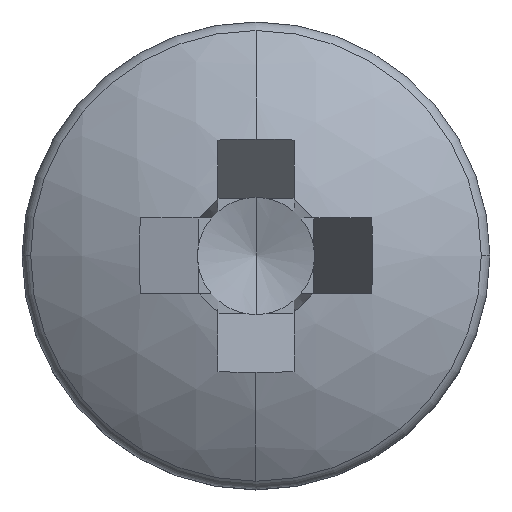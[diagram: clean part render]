
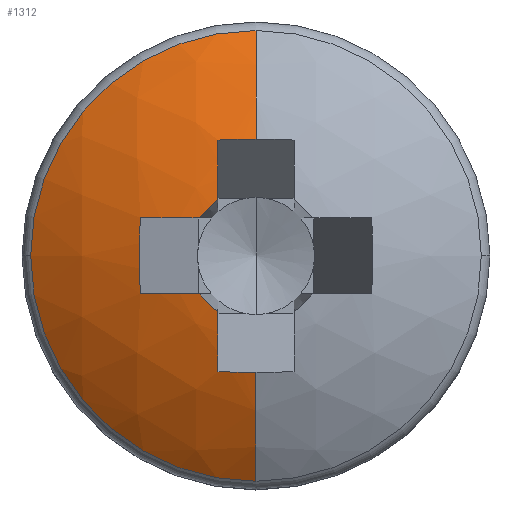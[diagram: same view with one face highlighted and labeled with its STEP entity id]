
A CAD part, top view. The second image highlights one B-rep face of the part: STEP entity #1312.
In plain terms, the highlighted spherical face has radius 6.5 mm.
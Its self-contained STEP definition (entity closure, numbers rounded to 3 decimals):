
#172 = CARTESIAN_POINT ( 'NONE',  ( -3.853, 0., -1.265 ) ) ;
#238 = CIRCLE ( 'NONE', #2153, 3.853 ) ;
#332 = VERTEX_POINT ( 'NONE', #8023 ) ;
#416 = VERTEX_POINT ( 'NONE', #7094 ) ;
#428 = DIRECTION ( 'NONE',  ( 1., 0., 0. ) ) ;
#430 = VERTEX_POINT ( 'NONE', #7667 ) ;
#755 = CARTESIAN_POINT ( 'NONE',  ( 0., 0., -6.5 ) ) ;
#779 = ORIENTED_EDGE ( 'NONE', *, *, #6985, .T. ) ;
#840 = DIRECTION ( 'NONE',  ( 0., 0., 1. ) ) ;
#920 = CARTESIAN_POINT ( 'NONE',  ( -0.65, 0., -6.5 ) ) ;
#963 = ORIENTED_EDGE ( 'NONE', *, *, #3831, .F. ) ;
#994 = VERTEX_POINT ( 'NONE', #7830 ) ;
#1006 = DIRECTION ( 'NONE',  ( 0., 0., 1. ) ) ;
#1037 = DIRECTION ( 'NONE',  ( 0., 1., 0. ) ) ;
#1312 = ADVANCED_FACE ( 'NONE', ( #7050 ), #3970, .T. ) ;
#1332 = CIRCLE ( 'NONE', #3523, 3.853 ) ;
#1333 = ORIENTED_EDGE ( 'NONE', *, *, #3652, .T. ) ;
#1487 = CIRCLE ( 'NONE', #7150, 6.467 ) ;
#1500 = CARTESIAN_POINT ( 'NONE',  ( 0., -3.853, -1.265 ) ) ;
#1621 = DIRECTION ( 'NONE',  ( 0., -1., 0. ) ) ;
#1629 = ORIENTED_EDGE ( 'NONE', *, *, #3118, .T. ) ;
#1744 = AXIS2_PLACEMENT_3D ( 'NONE', #7808, #3710, #8479 ) ;
#1790 = AXIS2_PLACEMENT_3D ( 'NONE', #8184, #4091, #8854 ) ;
#2069 = AXIS2_PLACEMENT_3D ( 'NONE', #2782, #7583, #3475 ) ;
#2153 = AXIS2_PLACEMENT_3D ( 'NONE', #5069, #840, #5744 ) ;
#2157 = ORIENTED_EDGE ( 'NONE', *, *, #4119, .T. ) ;
#2210 = VERTEX_POINT ( 'NONE', #5501 ) ;
#2367 = DIRECTION ( 'NONE',  ( -1., 0., 0. ) ) ;
#2418 = VERTEX_POINT ( 'NONE', #1500 ) ;
#2736 = AXIS2_PLACEMENT_3D ( 'NONE', #755, #7607, #4989 ) ;
#2782 = CARTESIAN_POINT ( 'NONE',  ( 0.87, 0., -6.067 ) ) ;
#3089 = VERTEX_POINT ( 'NONE', #3637 ) ;
#3118 = EDGE_CURVE ( 'NONE', #8148, #332, #6425, .T. ) ;
#3178 = EDGE_CURVE ( 'NONE', #3089, #430, #6905, .T. ) ;
#3290 = CIRCLE ( 'NONE', #3688, 1.156 ) ;
#3316 = ORIENTED_EDGE ( 'NONE', *, *, #4556, .F. ) ;
#3318 = DIRECTION ( 'NONE',  ( 0., -0.895, -0.446 ) ) ;
#3396 = AXIS2_PLACEMENT_3D ( 'NONE', #7436, #3318, #8116 ) ;
#3475 = DIRECTION ( 'NONE',  ( -0.446, 0., 0.895 ) ) ;
#3520 = VERTEX_POINT ( 'NONE', #6455 ) ;
#3523 = AXIS2_PLACEMENT_3D ( 'NONE', #8694, #4646, #428 ) ;
#3547 = EDGE_CURVE ( 'NONE', #4507, #3089, #4232, .T. ) ;
#3613 = EDGE_CURVE ( 'NONE', #2418, #994, #4336, .T. ) ;
#3616 = ORIENTED_EDGE ( 'NONE', *, *, #3178, .T. ) ;
#3637 = CARTESIAN_POINT ( 'NONE',  ( -0.65, 1.979, -0.343 ) ) ;
#3652 = EDGE_CURVE ( 'NONE', #2210, #5077, #4453, .T. ) ;
#3688 = AXIS2_PLACEMENT_3D ( 'NONE', #5234, #1006, #5904 ) ;
#3710 = DIRECTION ( 'NONE',  ( 1., 0., 0. ) ) ;
#3737 = DIRECTION ( 'NONE',  ( 0., 0.446, 0.895 ) ) ;
#3783 = CARTESIAN_POINT ( 'NONE',  ( 0., -0.65, -6.5 ) ) ;
#3831 = EDGE_CURVE ( 'NONE', #2210, #332, #3290, .T. ) ;
#3841 = CARTESIAN_POINT ( 'NONE',  ( -0.65, -1.979, -0.343 ) ) ;
#3869 = AXIS2_PLACEMENT_3D ( 'NONE', #3783, #8549, #4477 ) ;
#3970 = SPHERICAL_SURFACE ( 'NONE', #2736, 6.5 ) ;
#3974 = DIRECTION ( 'NONE',  ( 0., 0.895, -0.446 ) ) ;
#4013 = EDGE_CURVE ( 'NONE', #3520, #7408, #1332, .T. ) ;
#4062 = CARTESIAN_POINT ( 'NONE',  ( 0., -0.87, -6.067 ) ) ;
#4091 = DIRECTION ( 'NONE',  ( 0., 0., 1. ) ) ;
#4119 = EDGE_CURVE ( 'NONE', #994, #8148, #7755, .T. ) ;
#4157 = AXIS2_PLACEMENT_3D ( 'NONE', #6516, #2367, #7196 ) ;
#4232 = CIRCLE ( 'NONE', #4578, 6.467 ) ;
#4336 = CIRCLE ( 'NONE', #4157, 6.5 ) ;
#4453 = CIRCLE ( 'NONE', #3869, 6.467 ) ;
#4464 = EDGE_CURVE ( 'NONE', #7408, #2418, #238, .T. ) ;
#4477 = DIRECTION ( 'NONE',  ( 1., 0., 0. ) ) ;
#4506 = CARTESIAN_POINT ( 'NONE',  ( -0.956, 0.65, -0.104 ) ) ;
#4507 = VERTEX_POINT ( 'NONE', #7062 ) ;
#4556 = EDGE_CURVE ( 'NONE', #3520, #430, #4675, .T. ) ;
#4578 = AXIS2_PLACEMENT_3D ( 'NONE', #920, #5816, #1621 ) ;
#4646 = DIRECTION ( 'NONE',  ( 0., 0., 1. ) ) ;
#4675 = CIRCLE ( 'NONE', #1744, 6.5 ) ;
#4855 = ORIENTED_EDGE ( 'NONE', *, *, #3613, .T. ) ;
#4925 = DIRECTION ( 'NONE',  ( 0., -1., 0. ) ) ;
#4931 = DIRECTION ( 'NONE',  ( -1., 0., 0. ) ) ;
#4960 = CARTESIAN_POINT ( 'NONE',  ( -0.65, 0., -6.5 ) ) ;
#4989 = DIRECTION ( 'NONE',  ( 0., 1., 0. ) ) ;
#5069 = CARTESIAN_POINT ( 'NONE',  ( 0., 0., -1.265 ) ) ;
#5077 = VERTEX_POINT ( 'NONE', #8193 ) ;
#5234 = CARTESIAN_POINT ( 'NONE',  ( 0., 0., -0.104 ) ) ;
#5251 = EDGE_CURVE ( 'NONE', #5077, #416, #8398, .T. ) ;
#5276 = CARTESIAN_POINT ( 'NONE',  ( 0., 0.65, -6.5 ) ) ;
#5501 = CARTESIAN_POINT ( 'NONE',  ( -0.956, -0.65, -0.104 ) ) ;
#5680 = AXIS2_PLACEMENT_3D ( 'NONE', #4062, #3974, #3737 ) ;
#5744 = DIRECTION ( 'NONE',  ( 1., 0., 0. ) ) ;
#5816 = DIRECTION ( 'NONE',  ( -1., 0., 0. ) ) ;
#5826 = ORIENTED_EDGE ( 'NONE', *, *, #7092, .F. ) ;
#5904 = DIRECTION ( 'NONE',  ( 0., 1., 0. ) ) ;
#5939 = DIRECTION ( 'NONE',  ( -1., 0., 0. ) ) ;
#6064 = AXIS2_PLACEMENT_3D ( 'NONE', #4960, #4931, #4925 ) ;
#6138 = EDGE_LOOP ( 'NONE', ( #7166, #7599, #4855, #2157, #1629, #963, #1333, #7585, #779, #5826, #8038, #3616, #3316 ) ) ;
#6425 = CIRCLE ( 'NONE', #6064, 6.467 ) ;
#6455 = CARTESIAN_POINT ( 'NONE',  ( 0., 3.853, -1.265 ) ) ;
#6516 = CARTESIAN_POINT ( 'NONE',  ( 0., 0., -6.5 ) ) ;
#6605 = CIRCLE ( 'NONE', #1790, 1.156 ) ;
#6905 = CIRCLE ( 'NONE', #5680, 6.427 ) ;
#6985 = EDGE_CURVE ( 'NONE', #416, #8005, #1487, .T. ) ;
#7050 = FACE_OUTER_BOUND ( 'NONE', #6138, .T. ) ;
#7062 = CARTESIAN_POINT ( 'NONE',  ( -0.65, 0.956, -0.104 ) ) ;
#7092 = EDGE_CURVE ( 'NONE', #4507, #8005, #6605, .T. ) ;
#7094 = CARTESIAN_POINT ( 'NONE',  ( -1.979, 0.65, -0.343 ) ) ;
#7150 = AXIS2_PLACEMENT_3D ( 'NONE', #5276, #1037, #5939 ) ;
#7166 = ORIENTED_EDGE ( 'NONE', *, *, #4013, .T. ) ;
#7196 = DIRECTION ( 'NONE',  ( 0., -1., 0. ) ) ;
#7408 = VERTEX_POINT ( 'NONE', #172 ) ;
#7436 = CARTESIAN_POINT ( 'NONE',  ( 0., 0.87, -6.067 ) ) ;
#7583 = DIRECTION ( 'NONE',  ( -0.895, 0., -0.446 ) ) ;
#7585 = ORIENTED_EDGE ( 'NONE', *, *, #5251, .T. ) ;
#7599 = ORIENTED_EDGE ( 'NONE', *, *, #4464, .T. ) ;
#7607 = DIRECTION ( 'NONE',  ( -1., 0., 0. ) ) ;
#7667 = CARTESIAN_POINT ( 'NONE',  ( 0., 1.994, -0.313 ) ) ;
#7755 = CIRCLE ( 'NONE', #3396, 6.427 ) ;
#7808 = CARTESIAN_POINT ( 'NONE',  ( 0., 0., -6.5 ) ) ;
#7830 = CARTESIAN_POINT ( 'NONE',  ( 0., -1.994, -0.313 ) ) ;
#8005 = VERTEX_POINT ( 'NONE', #4506 ) ;
#8023 = CARTESIAN_POINT ( 'NONE',  ( -0.65, -0.956, -0.104 ) ) ;
#8038 = ORIENTED_EDGE ( 'NONE', *, *, #3547, .T. ) ;
#8116 = DIRECTION ( 'NONE',  ( 0., 0.446, -0.895 ) ) ;
#8148 = VERTEX_POINT ( 'NONE', #3841 ) ;
#8184 = CARTESIAN_POINT ( 'NONE',  ( 0., 0., -0.104 ) ) ;
#8193 = CARTESIAN_POINT ( 'NONE',  ( -1.979, -0.65, -0.343 ) ) ;
#8398 = CIRCLE ( 'NONE', #2069, 6.427 ) ;
#8479 = DIRECTION ( 'NONE',  ( 0., 0., -1. ) ) ;
#8549 = DIRECTION ( 'NONE',  ( 0., -1., 0. ) ) ;
#8694 = CARTESIAN_POINT ( 'NONE',  ( 0., 0., -1.265 ) ) ;
#8854 = DIRECTION ( 'NONE',  ( 0., 1., 0. ) ) ;
